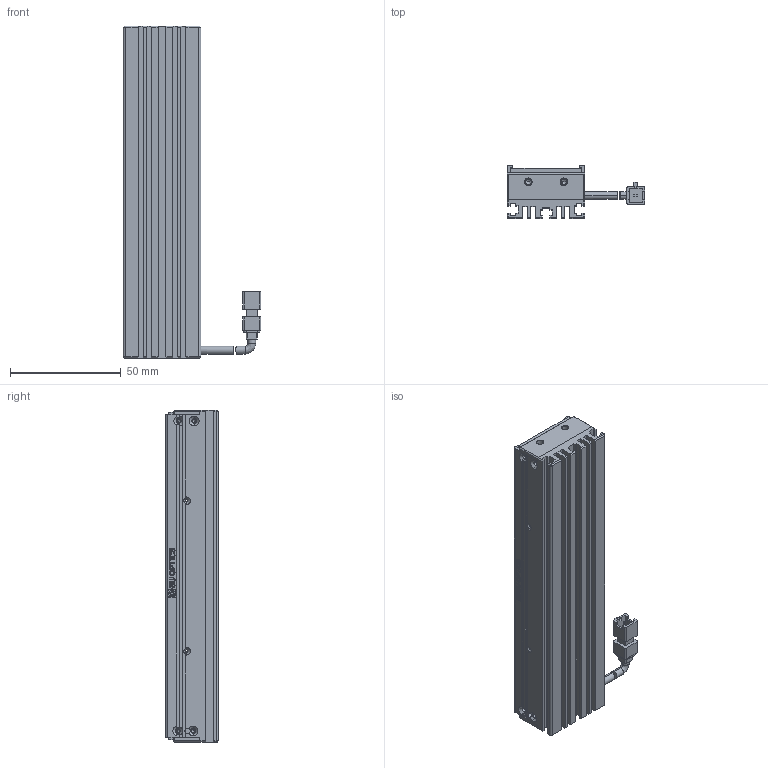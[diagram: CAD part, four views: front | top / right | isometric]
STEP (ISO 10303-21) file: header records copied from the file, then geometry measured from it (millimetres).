
FILE_DESCRIPTION (( 'STEP AP214' ), '1' );
FILE_NAME ('660111-B.STEP', '2019-04-04T06:07:14', ( '' ), ( '' ), 'SwSTEP 2.0', 'SolidWorks 2016', '' );
FILE_SCHEMA (( 'AUTOMOTIVE_DESIGN' ));
Length unit declared in the file: millimetre
Products named in the file (1): 660111-B
Bounding box: 62 x 24 x 150 mm (x, y, z)
Volume: 66196.1 mm3; surface area: 68374.9 mm2
Topology: 8 solids, 8 shells, 1543 faces, 4123 edges, 2594 vertices
Faces by surface type: cylinder 765, plane 480, bspline 229, cone 69
Entity records: 65033 total; most frequent: CARTESIAN_POINT 11584, DIRECTION 8177, ORIENTED_EDGE 7518, EDGE_CURVE 3759, AXIS2_PLACEMENT_3D 3257, VERTEX_POINT 2594, CIRCLE 1942, EDGE_LOOP 1935
